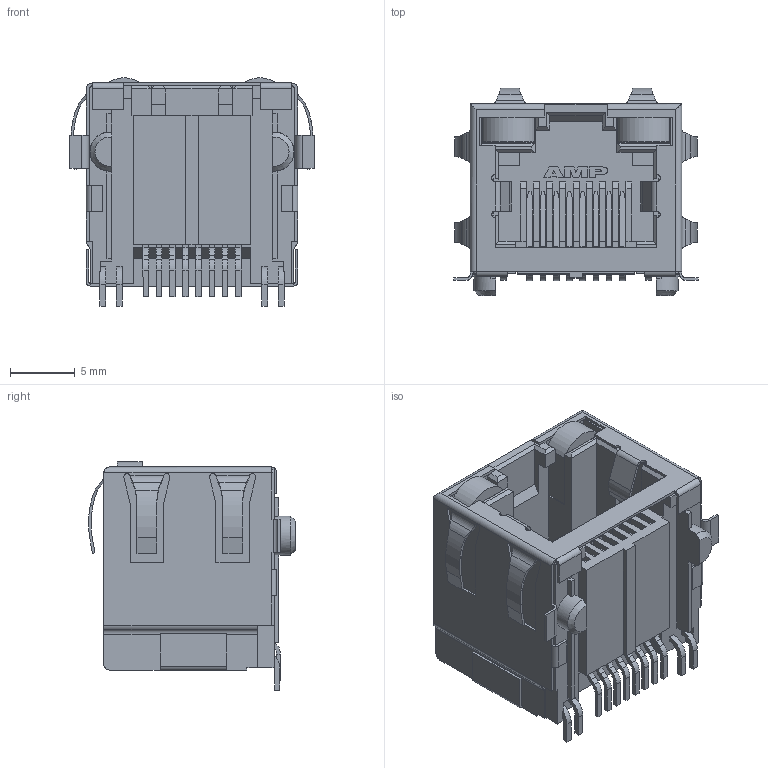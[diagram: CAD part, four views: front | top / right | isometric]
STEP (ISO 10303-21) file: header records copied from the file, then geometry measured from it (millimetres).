
FILE_DESCRIPTION((''),'2;1');
FILE_NAME('C-1339191-05-3','2007-09-01T',('workeradm'),('Tyco Electronics Corporation'),'PRO/ENGINEER BY PARAMETRIC TECHNOLOGY CORPORATION, 2005450','PRO/ENGINEER BY PARAMETRIC TECHNOLOGY CORPORATION, 2005450','');
FILE_SCHEMA(('CONFIG_CONTROL_DESIGN', 'GEOMETRIC_VALIDATION_PROPERTIES_MIM'));
Length unit declared in the file: millimetre
Products named in the file (1): C-1339191-05-3
Bounding box: 18.8 x 15.92 x 17.57 mm (x, y, z)
Volume: 1973.4 mm3; surface area: 2939.5 mm2
Topology: 1 solids, 1 shells, 736 faces, 2003 edges, 1282 vertices
Faces by surface type: plane 533, cylinder 147, bspline 52, cone 2, extrusion 2
Entity records: 24743 total; most frequent: CARTESIAN_POINT 6343, ORIENTED_EDGE 4006, DIRECTION 3451, EDGE_CURVE 2003, VECTOR 1603, LINE 1601, VERTEX_POINT 1282, AXIS2_PLACEMENT_3D 924
